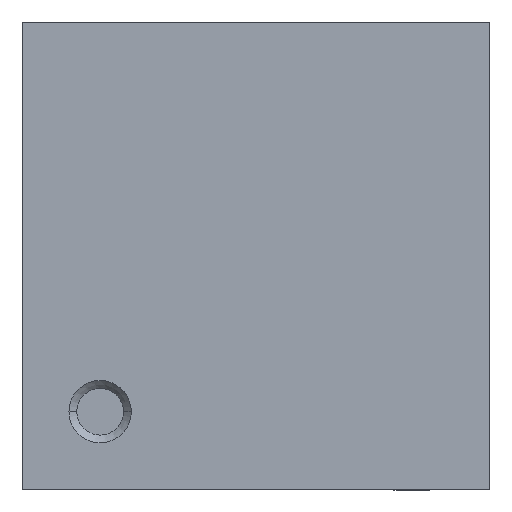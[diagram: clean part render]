
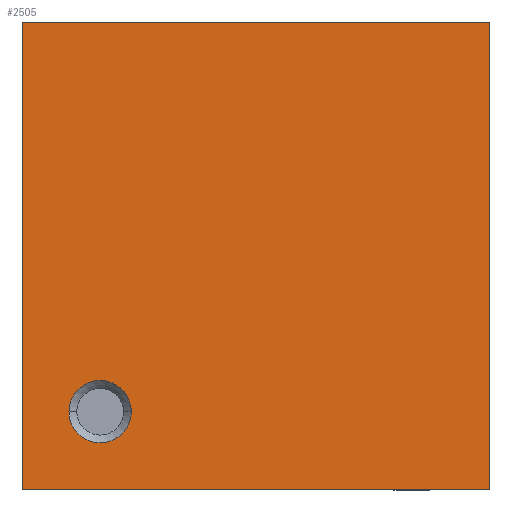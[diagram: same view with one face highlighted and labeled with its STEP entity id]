
A CAD part, top view. The second image highlights one B-rep face of the part: STEP entity #2505.
In plain terms, the highlighted planar face has unit normal (0, 0, 1).
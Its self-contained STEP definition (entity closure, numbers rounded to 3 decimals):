
#2 = LINE ( 'NONE', #3344, #2979 ) ;
#13 = EDGE_LOOP ( 'NONE', ( #2738, #889 ) ) ;
#190 = DIRECTION ( 'NONE',  ( -1., 0., 0. ) ) ;
#211 = LINE ( 'NONE', #2448, #2136 ) ;
#252 = VERTEX_POINT ( 'NONE', #1044 ) ;
#294 = AXIS2_PLACEMENT_3D ( 'NONE', #1465, #2493, #1977 ) ;
#323 = VERTEX_POINT ( 'NONE', #1153 ) ;
#451 = CARTESIAN_POINT ( 'NONE',  ( 1.5, -1.5, 0.76 ) ) ;
#519 = AXIS2_PLACEMENT_3D ( 'NONE', #873, #855, #2500 ) ;
#855 = DIRECTION ( 'NONE',  ( 0., 0., -1. ) ) ;
#873 = CARTESIAN_POINT ( 'NONE',  ( -1.5, -1.5, 0.76 ) ) ;
#889 = ORIENTED_EDGE ( 'NONE', *, *, #2769, .F. ) ;
#930 = VECTOR ( 'NONE', #2325, 1000. ) ;
#1044 = CARTESIAN_POINT ( 'NONE',  ( -1.5, 1.5, 0.76 ) ) ;
#1145 = CARTESIAN_POINT ( 'NONE',  ( -1., -1., 0.76 ) ) ;
#1151 = PLANE ( 'NONE',  #519 ) ;
#1153 = CARTESIAN_POINT ( 'NONE',  ( 1.5, 1.5, 0.76 ) ) ;
#1166 = VERTEX_POINT ( 'NONE', #1766 ) ;
#1203 = CARTESIAN_POINT ( 'NONE',  ( -1.5, 1.5, 0.76 ) ) ;
#1253 = EDGE_CURVE ( 'NONE', #2205, #1804, #3033, .T. ) ;
#1399 = CARTESIAN_POINT ( 'NONE',  ( 1.5, 1.5, 0.76 ) ) ;
#1465 = CARTESIAN_POINT ( 'NONE',  ( -1., -1., 0.76 ) ) ;
#1497 = EDGE_CURVE ( 'NONE', #1166, #2949, #2, .T. ) ;
#1506 = VECTOR ( 'NONE', #1938, 1000. ) ;
#1563 = ORIENTED_EDGE ( 'NONE', *, *, #2386, .T. ) ;
#1678 = FACE_BOUND ( 'NONE', #13, .T. ) ;
#1690 = DIRECTION ( 'NONE',  ( 1., 0., 0. ) ) ;
#1715 = AXIS2_PLACEMENT_3D ( 'NONE', #1145, #1927, #2543 ) ;
#1766 = CARTESIAN_POINT ( 'NONE',  ( -1.5, -1.5, 0.76 ) ) ;
#1789 = LINE ( 'NONE', #1203, #930 ) ;
#1804 = VERTEX_POINT ( 'NONE', #3469 ) ;
#1927 = DIRECTION ( 'NONE',  ( 0., 0., 1. ) ) ;
#1938 = DIRECTION ( 'NONE',  ( 0., 1., 0. ) ) ;
#1977 = DIRECTION ( 'NONE',  ( 1., 0., 0. ) ) ;
#1982 = ORIENTED_EDGE ( 'NONE', *, *, #2990, .T. ) ;
#2136 = VECTOR ( 'NONE', #190, 1000. ) ;
#2205 = VERTEX_POINT ( 'NONE', #2754 ) ;
#2325 = DIRECTION ( 'NONE',  ( 0., -1., 0. ) ) ;
#2386 = EDGE_CURVE ( 'NONE', #323, #252, #211, .T. ) ;
#2448 = CARTESIAN_POINT ( 'NONE',  ( 1.5, 1.5, 0.76 ) ) ;
#2493 = DIRECTION ( 'NONE',  ( 0., 0., 1. ) ) ;
#2500 = DIRECTION ( 'NONE',  ( -1., 0., 0. ) ) ;
#2505 = ADVANCED_FACE ( 'NONE', ( #1678, #2808 ), #1151, .F. ) ;
#2543 = DIRECTION ( 'NONE',  ( 1., 0., 0. ) ) ;
#2738 = ORIENTED_EDGE ( 'NONE', *, *, #1253, .F. ) ;
#2754 = CARTESIAN_POINT ( 'NONE',  ( -0.8, -1., 0.76 ) ) ;
#2769 = EDGE_CURVE ( 'NONE', #1804, #2205, #3519, .T. ) ;
#2808 = FACE_OUTER_BOUND ( 'NONE', #2934, .T. ) ;
#2842 = ORIENTED_EDGE ( 'NONE', *, *, #1497, .T. ) ;
#2934 = EDGE_LOOP ( 'NONE', ( #1982, #2842, #2956, #1563 ) ) ;
#2949 = VERTEX_POINT ( 'NONE', #451 ) ;
#2956 = ORIENTED_EDGE ( 'NONE', *, *, #3572, .T. ) ;
#2979 = VECTOR ( 'NONE', #1690, 1000. ) ;
#2990 = EDGE_CURVE ( 'NONE', #252, #1166, #1789, .T. ) ;
#3033 = CIRCLE ( 'NONE', #1715, 0.2 ) ;
#3344 = CARTESIAN_POINT ( 'NONE',  ( 1.5, -1.5, 0.76 ) ) ;
#3469 = CARTESIAN_POINT ( 'NONE',  ( -1.2, -1., 0.76 ) ) ;
#3519 = CIRCLE ( 'NONE', #294, 0.2 ) ;
#3530 = LINE ( 'NONE', #1399, #1506 ) ;
#3572 = EDGE_CURVE ( 'NONE', #2949, #323, #3530, .T. ) ;
